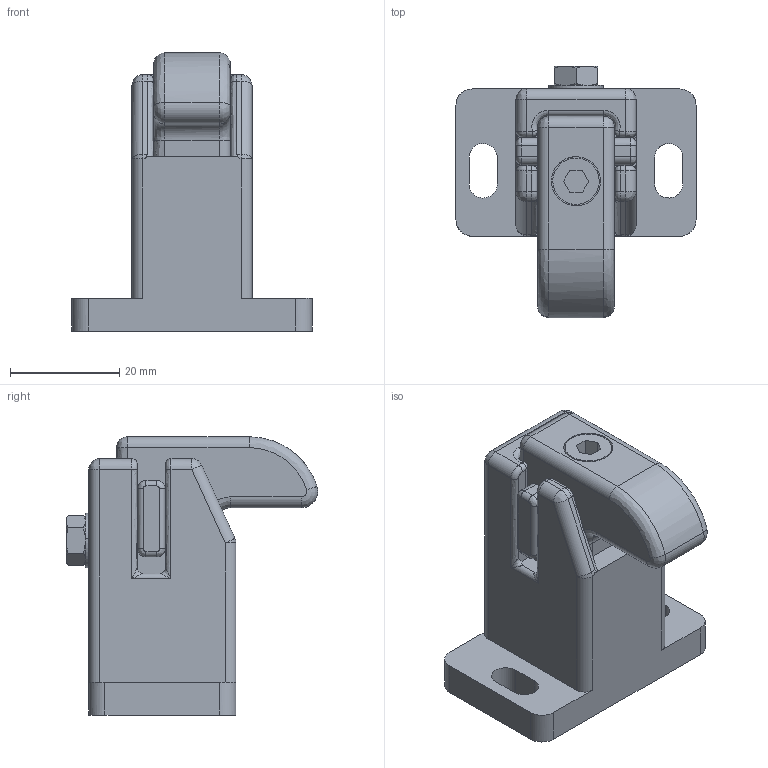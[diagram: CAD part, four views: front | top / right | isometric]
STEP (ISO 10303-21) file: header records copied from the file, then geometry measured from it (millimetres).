
FILE_DESCRIPTION((''),'2;1');
FILE_NAME('','2005-10-12T12:18:08',(''),(''),'','CADfix','');
FILE_SCHEMA(('AUTOMOTIVE_DESIGN'));
Length unit declared in the file: millimetre
Products named in the file (3): keeper_2; keeper_1; THA_448_2429_36
Assembly tree (2 placements, depth 2):
  THA_448_2429_36
    keeper_2
    keeper_1
Bounding box: 44 x 46.1 x 51 mm (x, y, z)
Volume: 32773.3 mm3; surface area: 11985.6 mm2
Topology: 2 solids, 2 shells, 227 faces, 572 edges, 354 vertices
Faces by surface type: bspline 227
Entity records: 7486 total; most frequent: CARTESIAN_POINT 4209, ORIENTED_EDGE 1136, EDGE_CURVE 568, VERTEX_POINT 354, QUASI_UNIFORM_CURVE 302, EDGE_LOOP 242, FACE_OUTER_BOUND 227, ADVANCED_FACE 227
